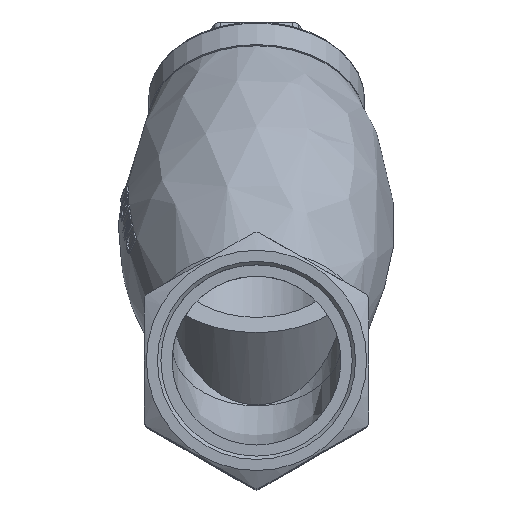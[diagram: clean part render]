
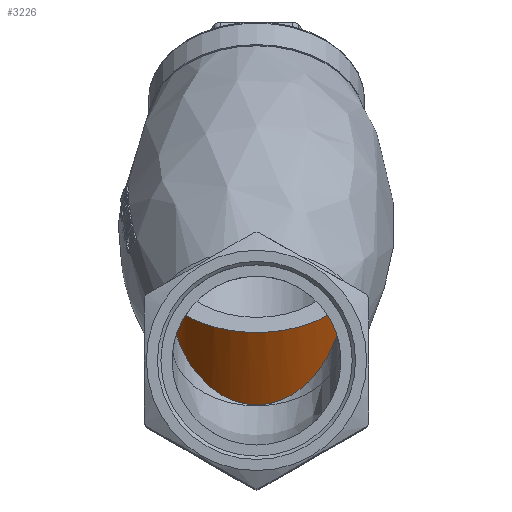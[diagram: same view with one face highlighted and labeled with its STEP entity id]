
A CAD part, top view. The second image highlights one B-rep face of the part: STEP entity #3226.
In plain terms, the highlighted cylindrical face has radius 32 mm (diameter 64 mm), a partial arc.
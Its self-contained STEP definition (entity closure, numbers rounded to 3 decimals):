
#669=B_SPLINE_CURVE_WITH_KNOTS('',3,(#6913,#6914,#6915,#6916),
 .UNSPECIFIED.,.F.,.F.,(4,4),(-8.358,-8.183),
 .UNSPECIFIED.);
#670=B_SPLINE_CURVE_WITH_KNOTS('',3,(#6917,#6918,#6919,#6920,#6921,#6922,
#6923,#6924,#6925,#6926,#6927,#6928,#6929,#6930,#6931,#6932,#6933,#6934,
#6935,#6936,#6937,#6938,#6939,#6940,#6941,#6942,#6943,#6944,#6945,#6946,
#6947,#6948,#6949,#6950,#6951,#6952,#6953),.UNSPECIFIED.,.F.,.F.,(4,2,2,
2,2,2,2,2,2,2,2,2,2,2,2,2,3,4),(-8.183,-7.655,-7.128,
-6.601,-6.074,-5.578,-5.083,-4.587,
-4.091,-3.596,-3.1,-2.604,
-2.109,-1.581,-1.054,-0.527,
0.,0.175),.UNSPECIFIED.);
#696=CYLINDRICAL_SURFACE('',#3458,32.);
#850=FACE_OUTER_BOUND('',#1046,.T.);
#1046=EDGE_LOOP('',(#2671,#2672,#2673));
#1153=CIRCLE('',#3451,32.);
#1436=VERTEX_POINT('',#6899);
#1437=VERTEX_POINT('',#6901);
#1440=VERTEX_POINT('',#6912);
#1855=EDGE_CURVE('',#1436,#1437,#1153,.T.);
#1860=EDGE_CURVE('',#1437,#1440,#669,.T.);
#1861=EDGE_CURVE('',#1440,#1436,#670,.T.);
#2671=ORIENTED_EDGE('',*,*,#1860,.F.);
#2672=ORIENTED_EDGE('',*,*,#1855,.F.);
#2673=ORIENTED_EDGE('',*,*,#1861,.F.);
#3226=ADVANCED_FACE('',(#850),#696,.T.);
#3451=AXIS2_PLACEMENT_3D('',#6902,#3951,#3952);
#3458=AXIS2_PLACEMENT_3D('',#6911,#3965,#3966);
#3951=DIRECTION('center_axis',(0.,0.766,0.643));
#3952=DIRECTION('ref_axis',(1.,0.,0.));
#3965=DIRECTION('center_axis',(0.,0.766,0.643));
#3966=DIRECTION('ref_axis',(1.,0.,0.));
#6899=CARTESIAN_POINT('',(-24.939,16.055,-75.583));
#6901=CARTESIAN_POINT('',(24.939,16.055,-75.583));
#6902=CARTESIAN_POINT('Origin',(0.,28.944,-90.944));
#6911=CARTESIAN_POINT('Origin',(0.,5.358,-110.734));
#6912=CARTESIAN_POINT('',(25.,14.765,-76.765));
#6913=CARTESIAN_POINT('Ctrl Pts',(24.939,16.055,-75.583));
#6914=CARTESIAN_POINT('Ctrl Pts',(24.98,15.643,-75.996));
#6915=CARTESIAN_POINT('Ctrl Pts',(25.,15.212,-76.39));
#6916=CARTESIAN_POINT('Ctrl Pts',(25.,14.765,-76.765));
#6917=CARTESIAN_POINT('Ctrl Pts',(25.,14.765,-76.765));
#6918=CARTESIAN_POINT('Ctrl Pts',(25.,13.419,-77.895));
#6919=CARTESIAN_POINT('Ctrl Pts',(24.816,11.928,-78.839));
#6920=CARTESIAN_POINT('Ctrl Pts',(24.119,8.787,-80.395));
#6921=CARTESIAN_POINT('Ctrl Pts',(23.607,7.14,-81.01));
#6922=CARTESIAN_POINT('Ctrl Pts',(22.297,3.851,-82.011));
#6923=CARTESIAN_POINT('Ctrl Pts',(21.499,2.209,-82.396));
#6924=CARTESIAN_POINT('Ctrl Pts',(19.669,-0.924,-83.018));
#6925=CARTESIAN_POINT('Ctrl Pts',(18.636,-2.414,-83.254));
#6926=CARTESIAN_POINT('Ctrl Pts',(16.489,-5.037,-83.619));
#6927=CARTESIAN_POINT('Ctrl Pts',(15.304,-6.28,-83.765));
#6928=CARTESIAN_POINT('Ctrl Pts',(12.69,-8.541,-84.002));
#6929=CARTESIAN_POINT('Ctrl Pts',(11.259,-9.559,-84.094));
#6930=CARTESIAN_POINT('Ctrl Pts',(8.225,-11.234,-84.234));
#6931=CARTESIAN_POINT('Ctrl Pts',(6.618,-11.894,-84.283));
#6932=CARTESIAN_POINT('Ctrl Pts',(3.332,-12.774,-84.346));
#6933=CARTESIAN_POINT('Ctrl Pts',(1.652,-12.994,-84.361));
#6934=CARTESIAN_POINT('Ctrl Pts',(-1.652,-12.994,-84.361));
#6935=CARTESIAN_POINT('Ctrl Pts',(-3.332,-12.774,-84.346));
#6936=CARTESIAN_POINT('Ctrl Pts',(-6.618,-11.894,-84.283));
#6937=CARTESIAN_POINT('Ctrl Pts',(-8.225,-11.234,-84.234));
#6938=CARTESIAN_POINT('Ctrl Pts',(-11.259,-9.559,-84.094));
#6939=CARTESIAN_POINT('Ctrl Pts',(-12.69,-8.541,-84.002));
#6940=CARTESIAN_POINT('Ctrl Pts',(-15.304,-6.28,-83.765));
#6941=CARTESIAN_POINT('Ctrl Pts',(-16.489,-5.037,-83.619));
#6942=CARTESIAN_POINT('Ctrl Pts',(-18.636,-2.414,-83.254));
#6943=CARTESIAN_POINT('Ctrl Pts',(-19.669,-0.924,
-83.018));
#6944=CARTESIAN_POINT('Ctrl Pts',(-21.499,2.209,-82.396));
#6945=CARTESIAN_POINT('Ctrl Pts',(-22.297,3.851,-82.011));
#6946=CARTESIAN_POINT('Ctrl Pts',(-23.607,7.14,-81.01));
#6947=CARTESIAN_POINT('Ctrl Pts',(-24.119,8.787,-80.395));
#6948=CARTESIAN_POINT('Ctrl Pts',(-24.816,11.928,-78.839));
#6949=CARTESIAN_POINT('Ctrl Pts',(-25.,13.419,-77.895));
#6950=CARTESIAN_POINT('Ctrl Pts',(-25.,14.765,-76.765));
#6951=CARTESIAN_POINT('Ctrl Pts',(-25.,15.212,-76.39));
#6952=CARTESIAN_POINT('Ctrl Pts',(-24.98,15.643,-75.996));
#6953=CARTESIAN_POINT('Ctrl Pts',(-24.939,16.055,-75.583));
